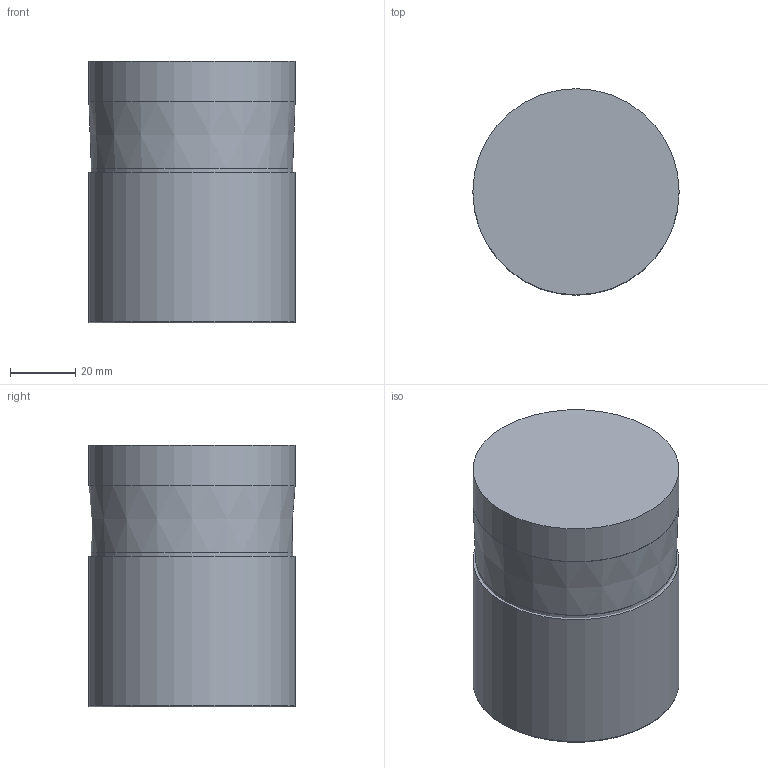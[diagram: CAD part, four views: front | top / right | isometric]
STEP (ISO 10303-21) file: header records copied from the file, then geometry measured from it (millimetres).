
FILE_DESCRIPTION(/* description */ ('3-D model version:1'),/* implementation_level */ '2;1');
FILE_NAME(/* name */ '690-063Q27-1046M',/* time_stamp */ '2014-06-17T15:59:02+02:00',/* author */ ('CappDp'),/* organization */ ('AB Sandvik Coromant'),/* preprocessor_version */ 'ST-DEVELOPER v11',/* originating_system */ 'SIEMENS UGS NX 6.0',/* authorisation */ '');
FILE_SCHEMA (('AP203_CONFIGURATION_CONTROLLED_3D_DESIGN_OF_MECHANICAL_PARTS_AND_ASSEMBLIES_MIM_LF'));
Length unit declared in the file: millimetre
Products named in the file (1): 3448_1_3D
Bounding box: 63 x 63 x 80 mm (x, y, z)
Volume: 311651 mm3; surface area: 40127.5 mm2
Topology: 2 solids, 2 shells, 30 faces, 66 edges, 43 vertices
Faces by surface type: cone 13, plane 7, torus 6, cylinder 4
Full cylindrical faces by diameter (mm): 43 x1, 61.443 x1, 63 x2
Entity records: 700 total; most frequent: DIRECTION 120, CARTESIAN_POINT 89, AXIS2_PLACEMENT_3D 60, EDGE_LOOP 58, ORIENTED_EDGE 58, FACE_BOUND 56, ADVANCED_FACE 30, VERTEX_POINT 29
